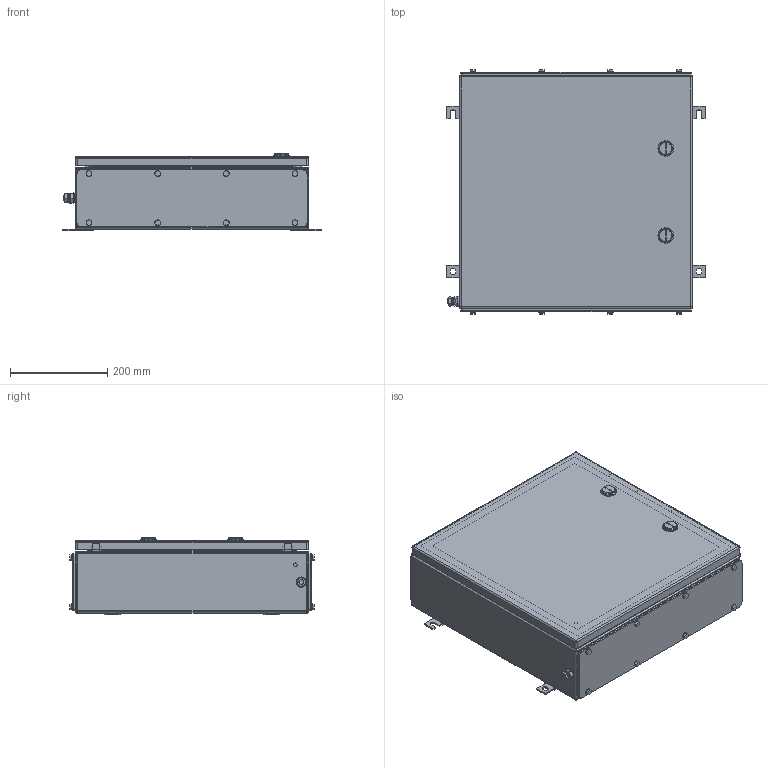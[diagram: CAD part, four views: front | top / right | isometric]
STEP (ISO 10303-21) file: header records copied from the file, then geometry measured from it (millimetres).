
FILE_DESCRIPTION(('CATIA V5 STEP Exchange','CAx-IF Rec.Pracs.--- Model Styling and Organization---1.4--- 2014-01-23'),'2;1');
FILE_NAME ('008818-5_4_1200460000_1200460000.stp','2019-09-23T08:28:19+00:00',('none'),('Weidmueller'),'CATIA Version 5-6 Release 2016 SP3 HF44','CATIA V5 STEP AP214','none');
FILE_SCHEMA(('AUTOMOTIVE_DESIGN { 1 0 10303 214 1 1 1 1 }'));
Length unit declared in the file: millimetre
Products named in the file (1): ZUB_KTB_QL_484815_2GP_AllCATPart_AllCATPart
Bounding box: 531 x 502 x 159.8 mm (x, y, z)
Volume: 1774761.6 mm3; surface area: 1970618.5 mm2
Topology: 82 solids, 84 shells, 1657 faces, 3820 edges, 2392 vertices
Faces by surface type: plane 749, cylinder 690, cone 164, sphere 24, torus 22, bspline 8
Entity records: 44655 total; most frequent: CARTESIAN_POINT 9239, ORIENTED_EDGE 7504, DIRECTION 6003, EDGE_CURVE 3752, AXIS2_PLACEMENT_3D 2619, VERTEX_POINT 2392, VECTOR 2136, LINE 2136
